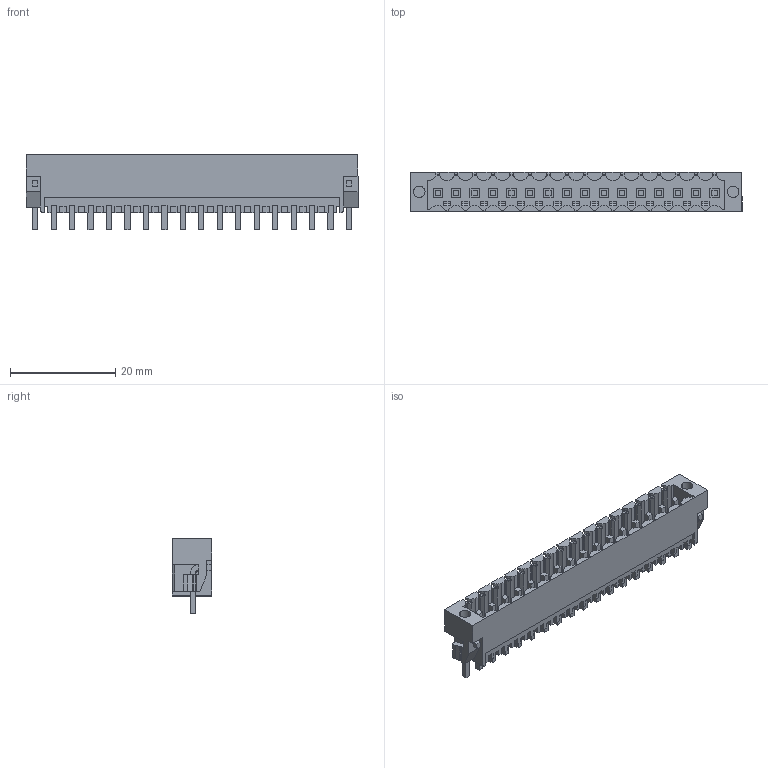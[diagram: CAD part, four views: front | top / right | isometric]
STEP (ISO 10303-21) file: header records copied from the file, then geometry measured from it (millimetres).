
FILE_DESCRIPTION(('CATIA V5 STEP Exchange','CAx-IF Rec.Pracs.--- Model Styling and Organization---1.2---2011-12-15'),'2;1');
FILE_NAME ('D1457283_0_1842680000_1842680000.stp','2018-03-20T10:31:10+00:00',('none'),('Weidmueller'),'CATIA Version 5-6 Release 2014','CATIA V5 STEP AP214','none');
FILE_SCHEMA(('AUTOMOTIVE_DESIGN { 1 0 10303 214 1 1 1 1 }'));
Length unit declared in the file: millimetre
Products named in the file (1): 1842680000
Bounding box: 62.95 x 7.45 x 14.25 mm (x, y, z)
Volume: 2134.6 mm3; surface area: 5727.7 mm2
Topology: 19 solids, 19 shells, 1287 faces, 3795 edges, 2579 vertices
Faces by surface type: plane 1163, cylinder 124
Entity records: 40597 total; most frequent: ORIENTED_EDGE 7590, CARTESIAN_POINT 7488, DIRECTION 5045, EDGE_CURVE 3795, VECTOR 3483, LINE 3483, VERTEX_POINT 2579, EDGE_LOOP 1356
